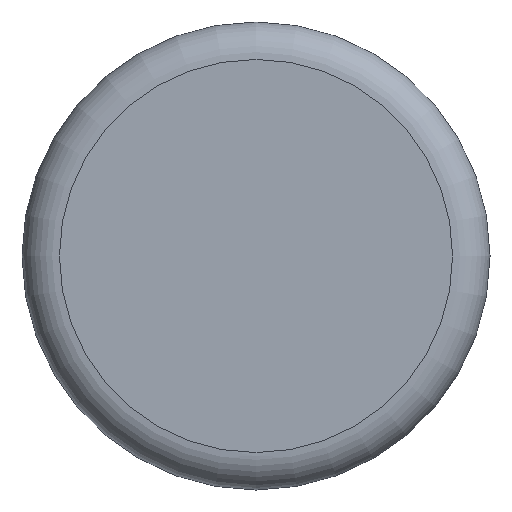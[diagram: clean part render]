
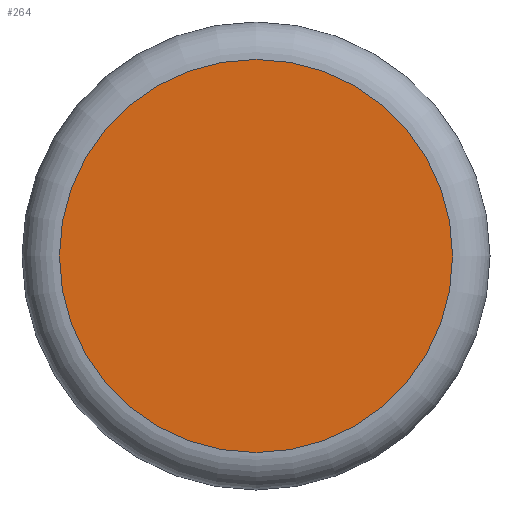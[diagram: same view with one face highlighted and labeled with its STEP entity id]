
A CAD part, front view. The second image highlights one B-rep face of the part: STEP entity #264.
In plain terms, the highlighted planar face has unit normal (0, -1, 0).
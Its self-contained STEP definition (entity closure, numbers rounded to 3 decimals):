
#22=PLANE('',#302);
#61=FACE_OUTER_BOUND('',#89,.T.);
#89=EDGE_LOOP('',(#217));
#126=CIRCLE('',#299,1.05);
#150=VERTEX_POINT('',#504);
#176=EDGE_CURVE('',#150,#150,#126,.T.);
#217=ORIENTED_EDGE('',*,*,#176,.F.);
#264=ADVANCED_FACE('',(#61),#22,.T.);
#299=AXIS2_PLACEMENT_3D('',#505,#363,#364);
#302=AXIS2_PLACEMENT_3D('',#509,#369,#370);
#363=DIRECTION('center_axis',(0.,1.,0.));
#364=DIRECTION('ref_axis',(0.,0.,1.));
#369=DIRECTION('center_axis',(0.,-1.,0.));
#370=DIRECTION('ref_axis',(0.,0.,-1.));
#504=CARTESIAN_POINT('',(0.,-2.5,0.2));
#505=CARTESIAN_POINT('Origin',(0.,-2.5,1.25));
#509=CARTESIAN_POINT('Origin',(0.,-2.5,1.25));
